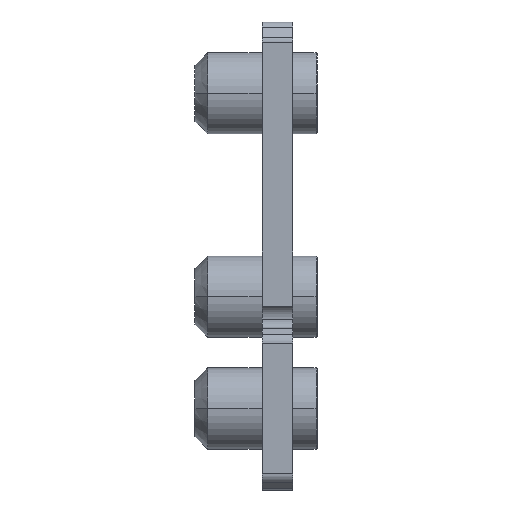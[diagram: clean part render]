
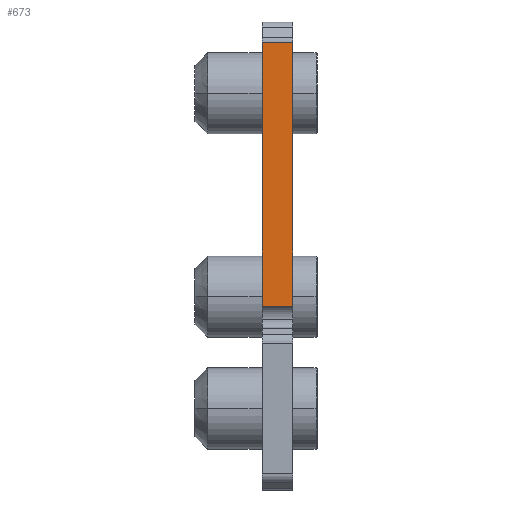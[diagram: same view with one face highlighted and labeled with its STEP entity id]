
A CAD part, left-side view. The second image highlights one B-rep face of the part: STEP entity #673.
In plain terms, the highlighted planar face has unit normal (-1, 0, 0).
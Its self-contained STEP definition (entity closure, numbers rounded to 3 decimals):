
#14 = ORIENTED_EDGE ( 'NONE', *, *, #366, .T. ) ;
#35 = LINE ( 'NONE', #1628, #1097 ) ;
#84 = VERTEX_POINT ( 'NONE', #1739 ) ;
#100 = CARTESIAN_POINT ( 'NONE',  ( -8., -3., -10.3 ) ) ;
#104 = LINE ( 'NONE', #822, #1652 ) ;
#246 = CARTESIAN_POINT ( 'NONE',  ( -8., 0., 10.069 ) ) ;
#268 = EDGE_CURVE ( 'NONE', #1174, #897, #104, .T. ) ;
#278 = ORIENTED_EDGE ( 'NONE', *, *, #798, .T. ) ;
#366 = EDGE_CURVE ( 'NONE', #84, #1174, #1715, .T. ) ;
#372 = DIRECTION ( 'NONE',  ( 0., -1., 0. ) ) ;
#530 = CARTESIAN_POINT ( 'NONE',  ( -8., -3., 36. ) ) ;
#542 = PLANE ( 'NONE',  #670 ) ;
#571 = DIRECTION ( 'NONE',  ( 0., 0., -1. ) ) ;
#670 = AXIS2_PLACEMENT_3D ( 'NONE', #844, #699, #1407 ) ;
#673 = ADVANCED_FACE ( 'NONE', ( #1422 ), #542, .T. ) ;
#699 = DIRECTION ( 'NONE',  ( -1., 0., 0. ) ) ;
#727 = VERTEX_POINT ( 'NONE', #530 ) ;
#798 = EDGE_CURVE ( 'NONE', #727, #84, #35, .T. ) ;
#822 = CARTESIAN_POINT ( 'NONE',  ( -8., 0.15, 10.069 ) ) ;
#844 = CARTESIAN_POINT ( 'NONE',  ( -8., 0.15, 37.297 ) ) ;
#897 = VERTEX_POINT ( 'NONE', #905 ) ;
#905 = CARTESIAN_POINT ( 'NONE',  ( -8., -3., 10.069 ) ) ;
#1097 = VECTOR ( 'NONE', #1618, 1000. ) ;
#1174 = VERTEX_POINT ( 'NONE', #246 ) ;
#1195 = ORIENTED_EDGE ( 'NONE', *, *, #1580, .F. ) ;
#1248 = EDGE_LOOP ( 'NONE', ( #14, #1672, #1195, #278 ) ) ;
#1407 = DIRECTION ( 'NONE',  ( 0., -1., 0. ) ) ;
#1422 = FACE_OUTER_BOUND ( 'NONE', #1248, .T. ) ;
#1580 = EDGE_CURVE ( 'NONE', #727, #897, #1754, .T. ) ;
#1618 = DIRECTION ( 'NONE',  ( 0., 1., 0. ) ) ;
#1625 = CARTESIAN_POINT ( 'NONE',  ( -8., 0., 37.297 ) ) ;
#1628 = CARTESIAN_POINT ( 'NONE',  ( -8., 0.15, 36. ) ) ;
#1652 = VECTOR ( 'NONE', #372, 1000. ) ;
#1672 = ORIENTED_EDGE ( 'NONE', *, *, #268, .T. ) ;
#1700 = VECTOR ( 'NONE', #571, 1000. ) ;
#1715 = LINE ( 'NONE', #1625, #1915 ) ;
#1739 = CARTESIAN_POINT ( 'NONE',  ( -8., 0., 36. ) ) ;
#1741 = DIRECTION ( 'NONE',  ( 0., 0., -1. ) ) ;
#1754 = LINE ( 'NONE', #100, #1700 ) ;
#1915 = VECTOR ( 'NONE', #1741, 1000. ) ;
